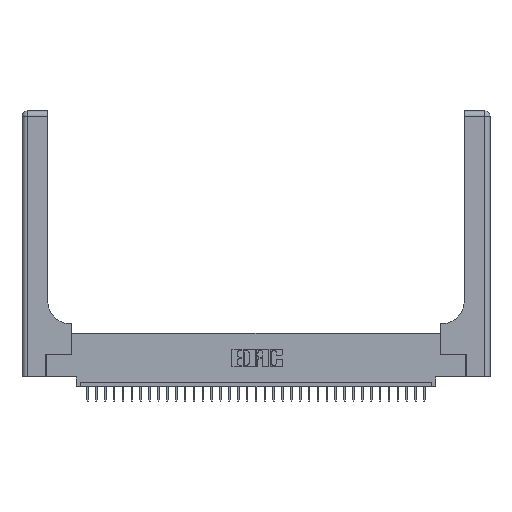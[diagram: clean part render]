
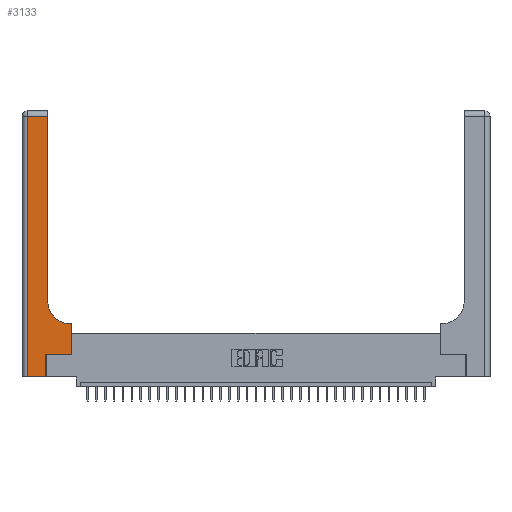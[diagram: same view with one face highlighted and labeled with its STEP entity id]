
A CAD part, top view. The second image highlights one B-rep face of the part: STEP entity #3133.
In plain terms, the highlighted planar face has unit normal (0, 0, 1).
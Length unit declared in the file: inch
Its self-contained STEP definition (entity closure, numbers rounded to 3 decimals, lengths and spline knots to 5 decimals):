
#876 = DIRECTION ( 'NONE',  ( 1., 0., 0. ) ) ;
#1287 = DIRECTION ( 'NONE',  ( 0., 1., 0. ) ) ;
#1371 = VECTOR ( 'NONE', #32811, 39.37008 ) ;
#1768 = CARTESIAN_POINT ( 'NONE',  ( 0.06, 3., 0.37 ) ) ;
#2348 = DIRECTION ( 'NONE',  ( 0., -1., 0. ) ) ;
#2718 = VERTEX_POINT ( 'NONE', #34888 ) ;
#3079 = VERTEX_POINT ( 'NONE', #30793 ) ;
#3092 = CARTESIAN_POINT ( 'NONE',  ( 0., 3., 0.37 ) ) ;
#3133 = ADVANCED_FACE ( 'NONE', ( #8023 ), #31876, .F. ) ;
#3336 = CARTESIAN_POINT ( 'NONE',  ( 0.5585, 0.6, 0.37 ) ) ;
#3558 = VERTEX_POINT ( 'NONE', #5964 ) ;
#3941 = VECTOR ( 'NONE', #1287, 39.37008 ) ;
#4064 = LINE ( 'NONE', #31004, #21045 ) ;
#4192 = CARTESIAN_POINT ( 'NONE',  ( 0.5415, 0.85, 0.37 ) ) ;
#4696 = CIRCLE ( 'NONE', #31286, 0.25 ) ;
#5015 = VERTEX_POINT ( 'NONE', #30403 ) ;
#5093 = EDGE_CURVE ( 'NONE', #2718, #5015, #21028, .T. ) ;
#5114 = EDGE_LOOP ( 'NONE', ( #23410, #27636, #24801, #22816, #10675, #7320, #16610, #12598, #32387 ) ) ;
#5411 = DIRECTION ( 'NONE',  ( -1., 0., 0. ) ) ;
#5964 = CARTESIAN_POINT ( 'NONE',  ( 0.2915, 2.94, 0.37 ) ) ;
#6186 = DIRECTION ( 'NONE',  ( 0., 0., -1. ) ) ;
#6419 = CARTESIAN_POINT ( 'NONE',  ( 0.269, 0.25, 0.37 ) ) ;
#7114 = VERTEX_POINT ( 'NONE', #21781 ) ;
#7320 = ORIENTED_EDGE ( 'NONE', *, *, #31122, .T. ) ;
#7811 = DIRECTION ( 'NONE',  ( 0., 1., 0. ) ) ;
#8023 = FACE_OUTER_BOUND ( 'NONE', #5114, .T. ) ;
#8044 = CARTESIAN_POINT ( 'NONE',  ( 0.269, 0., 0.37 ) ) ;
#8209 = EDGE_CURVE ( 'NONE', #7114, #2718, #27898, .T. ) ;
#8286 = VERTEX_POINT ( 'NONE', #32052 ) ;
#8339 = CARTESIAN_POINT ( 'NONE',  ( 0.269, 0.25, 0.37 ) ) ;
#8348 = EDGE_CURVE ( 'NONE', #15342, #3558, #29658, .T. ) ;
#8508 = LINE ( 'NONE', #8339, #1371 ) ;
#9372 = DIRECTION ( 'NONE',  ( 0., 0., -1. ) ) ;
#9488 = VERTEX_POINT ( 'NONE', #3336 ) ;
#9996 = VECTOR ( 'NONE', #876, 39.37008 ) ;
#10625 = CARTESIAN_POINT ( 'NONE',  ( 0.2915, 3., 0.37 ) ) ;
#10675 = ORIENTED_EDGE ( 'NONE', *, *, #11097, .T. ) ;
#11097 = EDGE_CURVE ( 'NONE', #5015, #23929, #17953, .T. ) ;
#12477 = DIRECTION ( 'NONE',  ( -1., 0., 0. ) ) ;
#12598 = ORIENTED_EDGE ( 'NONE', *, *, #32560, .T. ) ;
#13864 = VECTOR ( 'NONE', #31408, 39.37008 ) ;
#14199 = EDGE_CURVE ( 'NONE', #3558, #7114, #31878, .T. ) ;
#14507 = DIRECTION ( 'NONE',  ( -1., 0., 0. ) ) ;
#14976 = DIRECTION ( 'NONE',  ( 1., 0., 0. ) ) ;
#15342 = VERTEX_POINT ( 'NONE', #23356 ) ;
#16610 = ORIENTED_EDGE ( 'NONE', *, *, #31493, .T. ) ;
#17953 = LINE ( 'NONE', #8044, #3941 ) ;
#19967 = VECTOR ( 'NONE', #5411, 39.37008 ) ;
#20453 = EDGE_CURVE ( 'NONE', #3079, #15342, #4696, .T. ) ;
#20717 = VECTOR ( 'NONE', #2348, 39.37008 ) ;
#21028 = LINE ( 'NONE', #28502, #9996 ) ;
#21045 = VECTOR ( 'NONE', #12477, 39.37008 ) ;
#21781 = CARTESIAN_POINT ( 'NONE',  ( 0.06, 2.94, 0.37 ) ) ;
#22380 = VECTOR ( 'NONE', #7811, 39.37008 ) ;
#22816 = ORIENTED_EDGE ( 'NONE', *, *, #5093, .T. ) ;
#23356 = CARTESIAN_POINT ( 'NONE',  ( 0.2915, 0.85, 0.37 ) ) ;
#23394 = AXIS2_PLACEMENT_3D ( 'NONE', #3092, #6186, #14507 ) ;
#23410 = ORIENTED_EDGE ( 'NONE', *, *, #8348, .T. ) ;
#23929 = VERTEX_POINT ( 'NONE', #6419 ) ;
#24391 = CARTESIAN_POINT ( 'NONE',  ( 0., 2.94, 0.37 ) ) ;
#24801 = ORIENTED_EDGE ( 'NONE', *, *, #8209, .T. ) ;
#27636 = ORIENTED_EDGE ( 'NONE', *, *, #14199, .T. ) ;
#27846 = LINE ( 'NONE', #28290, #13864 ) ;
#27898 = LINE ( 'NONE', #1768, #20717 ) ;
#28290 = CARTESIAN_POINT ( 'NONE',  ( 0.5585, 0.25, 0.37 ) ) ;
#28502 = CARTESIAN_POINT ( 'NONE',  ( 0., 0., 0.37 ) ) ;
#29658 = LINE ( 'NONE', #10625, #22380 ) ;
#30403 = CARTESIAN_POINT ( 'NONE',  ( 0.269, 0., 0.37 ) ) ;
#30793 = CARTESIAN_POINT ( 'NONE',  ( 0.5415, 0.6, 0.37 ) ) ;
#31004 = CARTESIAN_POINT ( 'NONE',  ( 0.2915, 0.6, 0.37 ) ) ;
#31122 = EDGE_CURVE ( 'NONE', #23929, #8286, #8508, .T. ) ;
#31286 = AXIS2_PLACEMENT_3D ( 'NONE', #4192, #9372, #14976 ) ;
#31408 = DIRECTION ( 'NONE',  ( 0., 1., 0. ) ) ;
#31493 = EDGE_CURVE ( 'NONE', #8286, #9488, #27846, .T. ) ;
#31876 = PLANE ( 'NONE',  #23394 ) ;
#31878 = LINE ( 'NONE', #24391, #19967 ) ;
#32052 = CARTESIAN_POINT ( 'NONE',  ( 0.5585, 0.25, 0.37 ) ) ;
#32387 = ORIENTED_EDGE ( 'NONE', *, *, #20453, .T. ) ;
#32560 = EDGE_CURVE ( 'NONE', #9488, #3079, #4064, .T. ) ;
#32811 = DIRECTION ( 'NONE',  ( 1., 0., 0. ) ) ;
#34888 = CARTESIAN_POINT ( 'NONE',  ( 0.06, 0., 0.37 ) ) ;
